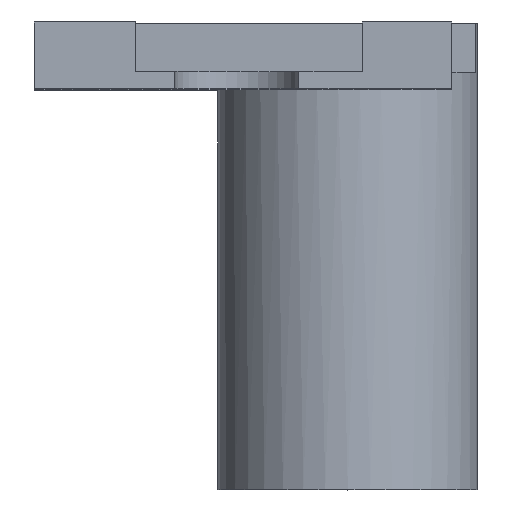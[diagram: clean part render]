
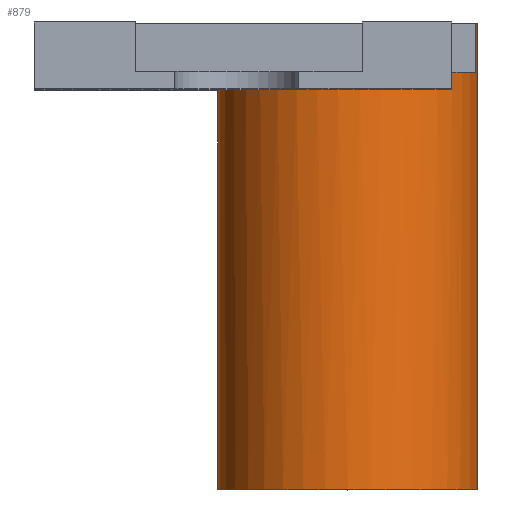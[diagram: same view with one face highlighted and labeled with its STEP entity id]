
A CAD part, top view. The second image highlights one B-rep face of the part: STEP entity #879.
In plain terms, the highlighted cylindrical face has radius 26.15 mm (diameter 52.3 mm), a full revolution.
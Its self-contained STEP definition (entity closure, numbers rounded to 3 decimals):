
#62=FACE_OUTER_BOUND('',#108,.T.);
#108=EDGE_LOOP('',(#611,#612,#613,#614,#615,#616,#617,#618,#619,#620));
#165=LINE('',#1255,#267);
#166=LINE('',#1259,#268);
#167=LINE('',#1263,#269);
#168=LINE('',#1267,#270);
#267=VECTOR('',#1006,26.15);
#268=VECTOR('',#1009,10.);
#269=VECTOR('',#1012,10.);
#270=VECTOR('',#1015,10.);
#369=CIRCLE('',#928,26.15);
#370=CIRCLE('',#929,26.15);
#371=CIRCLE('',#930,26.15);
#372=CIRCLE('',#931,26.15);
#373=CIRCLE('',#932,26.15);
#396=VERTEX_POINT('',#1252);
#397=VERTEX_POINT('',#1254);
#398=VERTEX_POINT('',#1256);
#399=VERTEX_POINT('',#1258);
#400=VERTEX_POINT('',#1260);
#401=VERTEX_POINT('',#1262);
#402=VERTEX_POINT('',#1264);
#403=VERTEX_POINT('',#1266);
#482=EDGE_CURVE('',#396,#396,#369,.T.);
#483=EDGE_CURVE('',#396,#397,#165,.T.);
#484=EDGE_CURVE('',#397,#398,#370,.T.);
#485=EDGE_CURVE('',#399,#398,#166,.T.);
#486=EDGE_CURVE('',#400,#399,#371,.T.);
#487=EDGE_CURVE('',#400,#401,#167,.T.);
#488=EDGE_CURVE('',#401,#402,#372,.T.);
#489=EDGE_CURVE('',#403,#402,#168,.T.);
#490=EDGE_CURVE('',#403,#397,#373,.T.);
#611=ORIENTED_EDGE('',*,*,#482,.T.);
#612=ORIENTED_EDGE('',*,*,#483,.T.);
#613=ORIENTED_EDGE('',*,*,#484,.T.);
#614=ORIENTED_EDGE('',*,*,#485,.F.);
#615=ORIENTED_EDGE('',*,*,#486,.F.);
#616=ORIENTED_EDGE('',*,*,#487,.T.);
#617=ORIENTED_EDGE('',*,*,#488,.T.);
#618=ORIENTED_EDGE('',*,*,#489,.F.);
#619=ORIENTED_EDGE('',*,*,#490,.T.);
#620=ORIENTED_EDGE('',*,*,#483,.F.);
#869=CYLINDRICAL_SURFACE('',#927,26.15);
#879=ADVANCED_FACE('',(#62),#869,.T.);
#927=AXIS2_PLACEMENT_3D('',#1251,#1002,#1003);
#928=AXIS2_PLACEMENT_3D('',#1253,#1004,#1005);
#929=AXIS2_PLACEMENT_3D('',#1257,#1007,#1008);
#930=AXIS2_PLACEMENT_3D('',#1261,#1010,#1011);
#931=AXIS2_PLACEMENT_3D('',#1265,#1013,#1014);
#932=AXIS2_PLACEMENT_3D('',#1268,#1016,#1017);
#1002=DIRECTION('center_axis',(0.,1.,0.));
#1003=DIRECTION('ref_axis',(1.,0.,0.));
#1004=DIRECTION('center_axis',(0.,1.,0.));
#1005=DIRECTION('ref_axis',(1.,0.,0.));
#1006=DIRECTION('',(0.,1.,0.));
#1007=DIRECTION('center_axis',(0.,-1.,0.));
#1008=DIRECTION('ref_axis',(1.,0.,0.));
#1009=DIRECTION('',(0.,-1.,0.));
#1010=DIRECTION('center_axis',(0.,1.,0.));
#1011=DIRECTION('ref_axis',(1.,0.,0.));
#1012=DIRECTION('',(0.,-1.,0.));
#1013=DIRECTION('center_axis',(0.,-1.,0.));
#1014=DIRECTION('ref_axis',(1.,0.,0.));
#1015=DIRECTION('',(0.,1.,0.));
#1016=DIRECTION('center_axis',(0.,-1.,0.));
#1017=DIRECTION('ref_axis',(1.,0.,0.));
#1251=CARTESIAN_POINT('Origin',(22.36,-94.325,-41.955));
#1252=CARTESIAN_POINT('',(-3.79,-89.825,-41.955));
#1253=CARTESIAN_POINT('Origin',(22.36,-89.825,-41.955));
#1254=CARTESIAN_POINT('',(-3.79,-9.325,-41.955));
#1255=CARTESIAN_POINT('',(-3.79,-94.325,-41.955));
#1256=CARTESIAN_POINT('',(43.26,-9.325,-57.672));
#1257=CARTESIAN_POINT('Origin',(22.36,-9.325,-41.955));
#1258=CARTESIAN_POINT('',(43.26,4.13,-57.672));
#1259=CARTESIAN_POINT('',(43.26,-19.325,-57.672));
#1260=CARTESIAN_POINT('',(48.077,4.13,-37.215));
#1261=CARTESIAN_POINT('Origin',(22.36,4.13,-41.955));
#1262=CARTESIAN_POINT('',(48.077,-5.825,-37.215));
#1263=CARTESIAN_POINT('',(48.077,-94.325,-37.215));
#1264=CARTESIAN_POINT('',(43.26,-5.825,-26.238));
#1265=CARTESIAN_POINT('Origin',(22.36,-5.825,-41.955));
#1266=CARTESIAN_POINT('',(43.26,-9.325,-26.238));
#1267=CARTESIAN_POINT('',(43.26,-19.325,-26.238));
#1268=CARTESIAN_POINT('Origin',(22.36,-9.325,-41.955));
